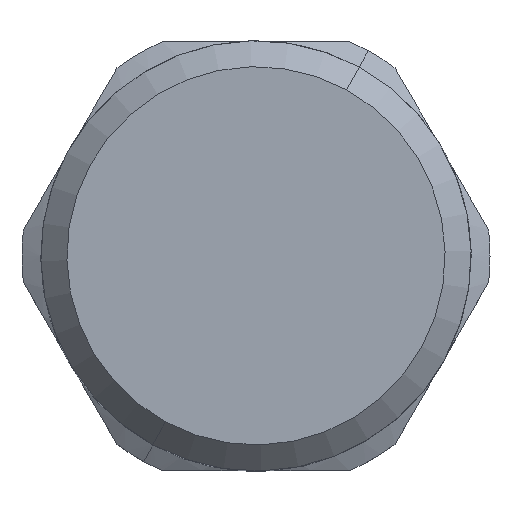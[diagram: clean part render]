
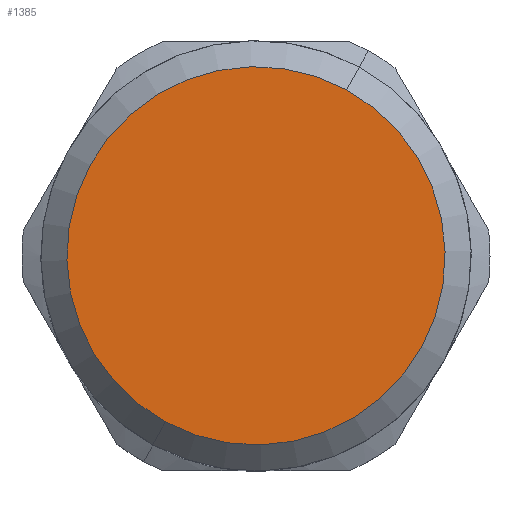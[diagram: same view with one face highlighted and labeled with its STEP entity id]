
A CAD part, top view. The second image highlights one B-rep face of the part: STEP entity #1385.
In plain terms, the highlighted planar face has unit normal (0, 0, 1).
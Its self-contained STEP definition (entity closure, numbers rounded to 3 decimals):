
#1362=CARTESIAN_POINT('Axis2P3D Location',(0.,14.55,35.)) ;
#1367=CARTESIAN_POINT('Axis2P3D Location',(0.,0.,35.)) ;
#1371=CARTESIAN_POINT('Vertex',(6.976,12.769,35.)) ;
#1373=CARTESIAN_POINT('Vertex',(-6.976,-12.769,35.)) ;
#1376=CARTESIAN_POINT('Axis2P3D Location',(0.,0.,35.)) ;
#1363=DIRECTION('Axis2P3D Direction',(0.,0.,-1.)) ;
#1364=DIRECTION('Axis2P3D XDirection',(1.,0.,0.)) ;
#1368=DIRECTION('Axis2P3D Direction',(0.,0.,-1.)) ;
#1377=DIRECTION('Axis2P3D Direction',(0.,0.,-1.)) ;
#1365=AXIS2_PLACEMENT_3D('Plane Axis2P3D',#1362,#1363,#1364) ;
#1369=AXIS2_PLACEMENT_3D('Circle Axis2P3D',#1367,#1368,$) ;
#1378=AXIS2_PLACEMENT_3D('Circle Axis2P3D',#1376,#1377,$) ;
#1370=CIRCLE('generated circle',#1369,14.55) ;
#1379=CIRCLE('generated circle',#1378,14.55) ;
#1366=PLANE('',#1365) ;
#1375=EDGE_CURVE('',#1372,#1374,#1370,.T.) ;
#1380=EDGE_CURVE('',#1374,#1372,#1379,.T.) ;
#1382=ORIENTED_EDGE('',*,*,#1375,.F.) ;
#1383=ORIENTED_EDGE('',*,*,#1380,.F.) ;
#1381=EDGE_LOOP('',(#1382,#1383)) ;
#1372=VERTEX_POINT('',#1371) ;
#1374=VERTEX_POINT('',#1373) ;
#1385=ADVANCED_FACE('PartBody',(#1384),#1366,.F.) ;
#1384=FACE_OUTER_BOUND('',#1381,.T.) ;
